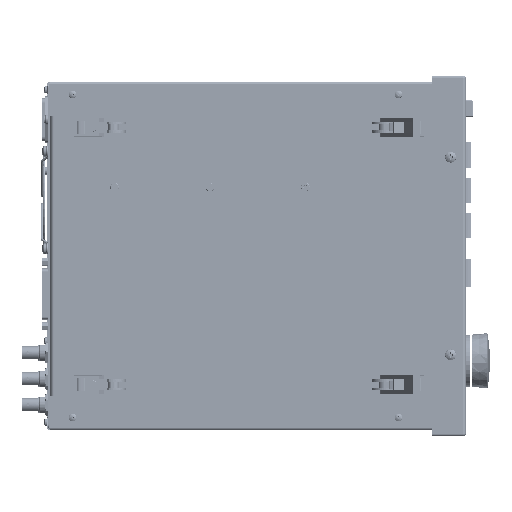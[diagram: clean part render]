
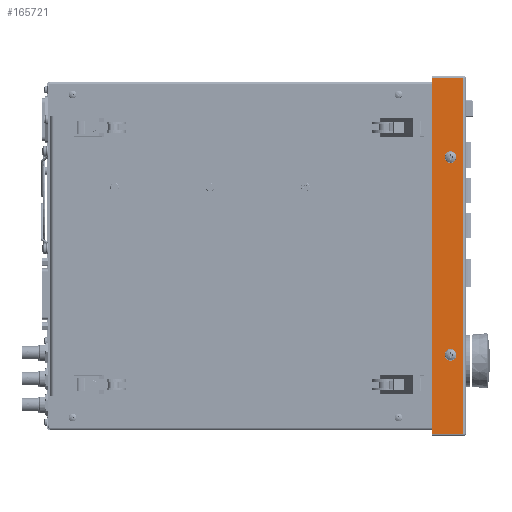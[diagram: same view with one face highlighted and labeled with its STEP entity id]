
A CAD part, front view. The second image highlights one B-rep face of the part: STEP entity #165721.
In plain terms, the highlighted planar face has unit normal (0, -1, 0).
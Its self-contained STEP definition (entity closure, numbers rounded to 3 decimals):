
#83082 = VERTEX_POINT ( 'NONE', #213722 ) ;
#83115 = EDGE_CURVE ( 'NONE', #83117, #83120, #213763, .T. ) ;
#83117 = VERTEX_POINT ( 'NONE', #213755 ) ;
#83120 = VERTEX_POINT ( 'NONE', #213754 ) ;
#83152 = EDGE_CURVE ( 'NONE', #83154, #83082, #213802, .T. ) ;
#83154 = VERTEX_POINT ( 'NONE', #213791 ) ;
#84412 = VERTEX_POINT ( 'NONE', #214815 ) ;
#84428 = VERTEX_POINT ( 'NONE', #214863 ) ;
#84434 = EDGE_CURVE ( 'NONE', #84412, #84428, #214862, .T. ) ;
#164181 = DIRECTION ( 'NONE',  ( -1., 0., 0. ) ) ;
#164185 = DIRECTION ( 'NONE',  ( 0., 1., 0. ) ) ;
#164190 = CARTESIAN_POINT ( 'NONE',  ( 2.587, -2.267, -2.945 ) ) ;
#164193 = AXIS2_PLACEMENT_3D ( 'NONE', #164190, #164185, #164181 ) ;
#164194 = CIRCLE ( 'NONE', #164193, 0.167 ) ;
#165721 = ADVANCED_FACE ( 'NONE', ( #249913, #249912, #249911 ), #249910, .T. ) ;
#165728 = EDGE_LOOP ( 'NONE', ( #165733, #165741 ) ) ;
#165733 = ORIENTED_EDGE ( 'NONE', *, *, #165938, .T. ) ;
#165741 = ORIENTED_EDGE ( 'NONE', *, *, #83152, .T. ) ;
#165835 = EDGE_LOOP ( 'NONE', ( #165838, #165845 ) ) ;
#165838 = ORIENTED_EDGE ( 'NONE', *, *, #261312, .T. ) ;
#165845 = ORIENTED_EDGE ( 'NONE', *, *, #83115, .T. ) ;
#165849 = EDGE_LOOP ( 'NONE', ( #165857, #165863, #165881, #165901 ) ) ;
#165857 = ORIENTED_EDGE ( 'NONE', *, *, #84434, .T. ) ;
#165863 = ORIENTED_EDGE ( 'NONE', *, *, #165868, .T. ) ;
#165868 = EDGE_CURVE ( 'NONE', #84428, #165876, #250482, .T. ) ;
#165876 = VERTEX_POINT ( 'NONE', #250582 ) ;
#165881 = ORIENTED_EDGE ( 'NONE', *, *, #165887, .T. ) ;
#165887 = EDGE_CURVE ( 'NONE', #165876, #165893, #250567, .T. ) ;
#165893 = VERTEX_POINT ( 'NONE', #250544 ) ;
#165901 = ORIENTED_EDGE ( 'NONE', *, *, #165904, .T. ) ;
#165904 = EDGE_CURVE ( 'NONE', #165893, #84412, #250630, .T. ) ;
#165938 = EDGE_CURVE ( 'NONE', #83082, #83154, #250963, .T. ) ;
#213722 = CARTESIAN_POINT ( 'NONE',  ( 2.754, -2.267, 2.764 ) ) ;
#213754 = CARTESIAN_POINT ( 'NONE',  ( 2.754, -2.267, -2.945 ) ) ;
#213755 = CARTESIAN_POINT ( 'NONE',  ( 2.42, -2.267, -2.945 ) ) ;
#213756 = DIRECTION ( 'NONE',  ( -1., 0., 0. ) ) ;
#213757 = DIRECTION ( 'NONE',  ( 0., 1., 0. ) ) ;
#213758 = CARTESIAN_POINT ( 'NONE',  ( 2.587, -2.267, -2.945 ) ) ;
#213759 = AXIS2_PLACEMENT_3D ( 'NONE', #213758, #213757, #213756 ) ;
#213763 = CIRCLE ( 'NONE', #213759, 0.167 ) ;
#213791 = CARTESIAN_POINT ( 'NONE',  ( 2.42, -2.267, 2.764 ) ) ;
#213792 = DIRECTION ( 'NONE',  ( -1., 0., 0. ) ) ;
#213793 = DIRECTION ( 'NONE',  ( 0., 1., 0. ) ) ;
#213794 = CARTESIAN_POINT ( 'NONE',  ( 2.587, -2.267, 2.764 ) ) ;
#213795 = AXIS2_PLACEMENT_3D ( 'NONE', #213794, #213793, #213792 ) ;
#213802 = CIRCLE ( 'NONE', #213795, 0.167 ) ;
#214815 = CARTESIAN_POINT ( 'NONE',  ( 2.945, -2.267, -5.221 ) ) ;
#214859 = DIRECTION ( 'NONE',  ( 0., 0., 1. ) ) ;
#214860 = VECTOR ( 'NONE', #214859, 39.37 ) ;
#214861 = CARTESIAN_POINT ( 'NONE',  ( 2.945, -2.267, 5.118 ) ) ;
#214862 = LINE ( 'NONE', #214861, #214860 ) ;
#214863 = CARTESIAN_POINT ( 'NONE',  ( 2.945, -2.267, 5.039 ) ) ;
#249905 = DIRECTION ( 'NONE',  ( -1., 0., 0. ) ) ;
#249907 = DIRECTION ( 'NONE',  ( 0., -1., 0. ) ) ;
#249908 = CARTESIAN_POINT ( 'NONE',  ( 2.04, -2.267, 5.118 ) ) ;
#249909 = AXIS2_PLACEMENT_3D ( 'NONE', #249908, #249907, #249905 ) ;
#249910 = PLANE ( 'NONE',  #249909 ) ;
#249911 = FACE_OUTER_BOUND ( 'NONE', #165849, .T. ) ;
#249912 = FACE_BOUND ( 'NONE', #165835, .T. ) ;
#249913 = FACE_BOUND ( 'NONE', #165728, .T. ) ;
#250479 = DIRECTION ( 'NONE',  ( -1., 0., 0. ) ) ;
#250480 = VECTOR ( 'NONE', #250479, 39.37 ) ;
#250481 = CARTESIAN_POINT ( 'NONE',  ( 2.04, -2.267, 5.039 ) ) ;
#250482 = LINE ( 'NONE', #250481, #250480 ) ;
#250544 = CARTESIAN_POINT ( 'NONE',  ( 2.04, -2.267, -5.221 ) ) ;
#250563 = DIRECTION ( 'NONE',  ( 0., 0., -1. ) ) ;
#250564 = VECTOR ( 'NONE', #250563, 39.37 ) ;
#250566 = CARTESIAN_POINT ( 'NONE',  ( 2.04, -2.267, 5.118 ) ) ;
#250567 = LINE ( 'NONE', #250566, #250564 ) ;
#250582 = CARTESIAN_POINT ( 'NONE',  ( 2.04, -2.267, 5.039 ) ) ;
#250615 = DIRECTION ( 'NONE',  ( 1., 0., 0. ) ) ;
#250616 = VECTOR ( 'NONE', #250615, 39.37 ) ;
#250630 = LINE ( 'NONE', #250708, #250616 ) ;
#250708 = CARTESIAN_POINT ( 'NONE',  ( 2.04, -2.267, -5.221 ) ) ;
#250958 = DIRECTION ( 'NONE',  ( -1., 0., 0. ) ) ;
#250960 = DIRECTION ( 'NONE',  ( 0., 1., 0. ) ) ;
#250962 = AXIS2_PLACEMENT_3D ( 'NONE', #250971, #250960, #250958 ) ;
#250963 = CIRCLE ( 'NONE', #250962, 0.167 ) ;
#250971 = CARTESIAN_POINT ( 'NONE',  ( 2.587, -2.267, 2.764 ) ) ;
#261312 = EDGE_CURVE ( 'NONE', #83120, #83117, #164194, .T. ) ;
